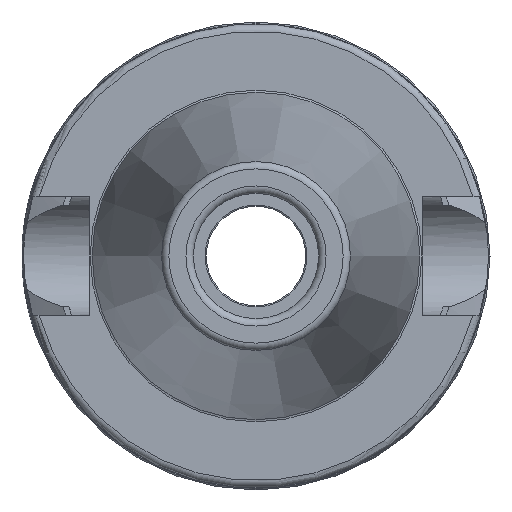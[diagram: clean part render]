
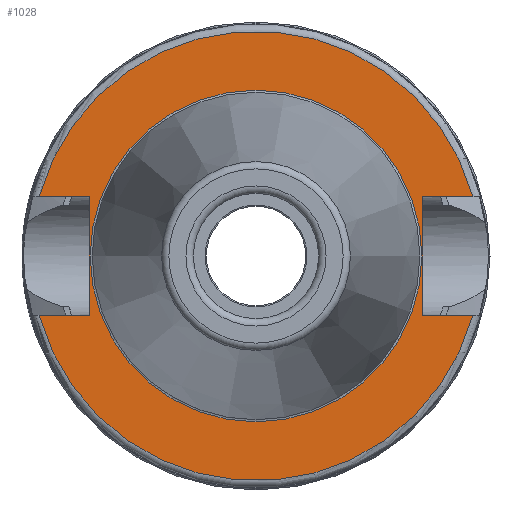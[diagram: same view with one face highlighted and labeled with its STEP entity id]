
A CAD part, left-side view. The second image highlights one B-rep face of the part: STEP entity #1028.
In plain terms, the highlighted planar face has unit normal (-1, 0, 0).
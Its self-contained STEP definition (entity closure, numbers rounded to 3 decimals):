
#87=LINE('',#2205,#141);
#91=LINE('',#2213,#145);
#94=LINE('',#2233,#148);
#104=LINE('',#2313,#158);
#107=LINE('',#2334,#161);
#109=LINE('',#2337,#163);
#141=VECTOR('',#1314,10.);
#145=VECTOR('',#1320,10.);
#148=VECTOR('',#1325,10.);
#158=VECTOR('',#1369,10.);
#161=VECTOR('',#1374,10.);
#163=VECTOR('',#1378,10.);
#197=FACE_BOUND('',#339,.T.);
#213=PLANE('',#1172);
#271=FACE_OUTER_BOUND('',#338,.T.);
#338=EDGE_LOOP('',(#952,#953,#954,#955,#956,#957,#958,#959));
#339=EDGE_LOOP('',(#960));
#379=CIRCLE('',#1124,30.5);
#383=CIRCLE('',#1134,30.5);
#404=CIRCLE('',#1171,22.5);
#463=VERTEX_POINT('',#2193);
#464=VERTEX_POINT('',#2204);
#466=VERTEX_POINT('',#2210);
#467=VERTEX_POINT('',#2212);
#478=VERTEX_POINT('',#2273);
#485=VERTEX_POINT('',#2310);
#486=VERTEX_POINT('',#2312);
#490=VERTEX_POINT('',#2333);
#504=VERTEX_POINT('',#2397);
#586=EDGE_CURVE('',#464,#463,#87,.T.);
#590=EDGE_CURVE('',#467,#466,#91,.T.);
#595=EDGE_CURVE('',#466,#464,#94,.T.);
#609=EDGE_CURVE('',#467,#478,#379,.T.);
#619=EDGE_CURVE('',#486,#485,#104,.T.);
#624=EDGE_CURVE('',#490,#478,#107,.T.);
#626=EDGE_CURVE('',#485,#490,#109,.T.);
#629=EDGE_CURVE('',#486,#463,#383,.T.);
#656=EDGE_CURVE('',#504,#504,#404,.T.);
#952=ORIENTED_EDGE('',*,*,#586,.T.);
#953=ORIENTED_EDGE('',*,*,#629,.F.);
#954=ORIENTED_EDGE('',*,*,#619,.T.);
#955=ORIENTED_EDGE('',*,*,#626,.T.);
#956=ORIENTED_EDGE('',*,*,#624,.T.);
#957=ORIENTED_EDGE('',*,*,#609,.F.);
#958=ORIENTED_EDGE('',*,*,#590,.T.);
#959=ORIENTED_EDGE('',*,*,#595,.T.);
#960=ORIENTED_EDGE('',*,*,#656,.T.);
#1028=ADVANCED_FACE('',(#271,#197),#213,.T.);
#1124=AXIS2_PLACEMENT_3D('',#2274,#1356,#1357);
#1134=AXIS2_PLACEMENT_3D('',#2342,#1387,#1388);
#1171=AXIS2_PLACEMENT_3D('',#2399,#1467,#1468);
#1172=AXIS2_PLACEMENT_3D('',#2400,#1469,#1470);
#1314=DIRECTION('',(0.,-1.,0.));
#1320=DIRECTION('',(0.,1.,0.));
#1325=DIRECTION('',(0.,0.,1.));
#1356=DIRECTION('center_axis',(1.,0.,0.));
#1357=DIRECTION('ref_axis',(0.,0.,-1.));
#1369=DIRECTION('',(0.,-1.,0.));
#1374=DIRECTION('',(0.,1.,0.));
#1378=DIRECTION('',(0.,0.,-1.));
#1387=DIRECTION('center_axis',(1.,0.,0.));
#1388=DIRECTION('ref_axis',(0.,0.,-1.));
#1467=DIRECTION('center_axis',(1.,0.,0.));
#1468=DIRECTION('ref_axis',(0.,0.,-1.));
#1469=DIRECTION('center_axis',(-1.,0.,0.));
#1470=DIRECTION('ref_axis',(0.,0.,1.));
#2193=CARTESIAN_POINT('',(2.,-29.418,8.05));
#2204=CARTESIAN_POINT('',(2.,-22.6,8.05));
#2205=CARTESIAN_POINT('',(2.,3.95,8.05));
#2210=CARTESIAN_POINT('',(2.,-22.6,-8.05));
#2212=CARTESIAN_POINT('',(2.,-29.418,-8.05));
#2213=CARTESIAN_POINT('',(2.,3.95,-8.05));
#2233=CARTESIAN_POINT('',(2.,-22.6,0.));
#2273=CARTESIAN_POINT('',(2.,29.418,-8.05));
#2274=CARTESIAN_POINT('Origin',(2.,0.,0.));
#2310=CARTESIAN_POINT('',(2.,22.6,8.05));
#2312=CARTESIAN_POINT('',(2.,29.418,8.05));
#2313=CARTESIAN_POINT('',(2.,26.55,8.05));
#2333=CARTESIAN_POINT('',(2.,22.6,-8.05));
#2334=CARTESIAN_POINT('',(2.,26.55,-8.05));
#2337=CARTESIAN_POINT('',(2.,22.6,0.));
#2342=CARTESIAN_POINT('Origin',(2.,0.,0.));
#2397=CARTESIAN_POINT('',(2.,0.,22.5));
#2399=CARTESIAN_POINT('Origin',(2.,0.,0.));
#2400=CARTESIAN_POINT('Origin',(2.,30.5,0.));
